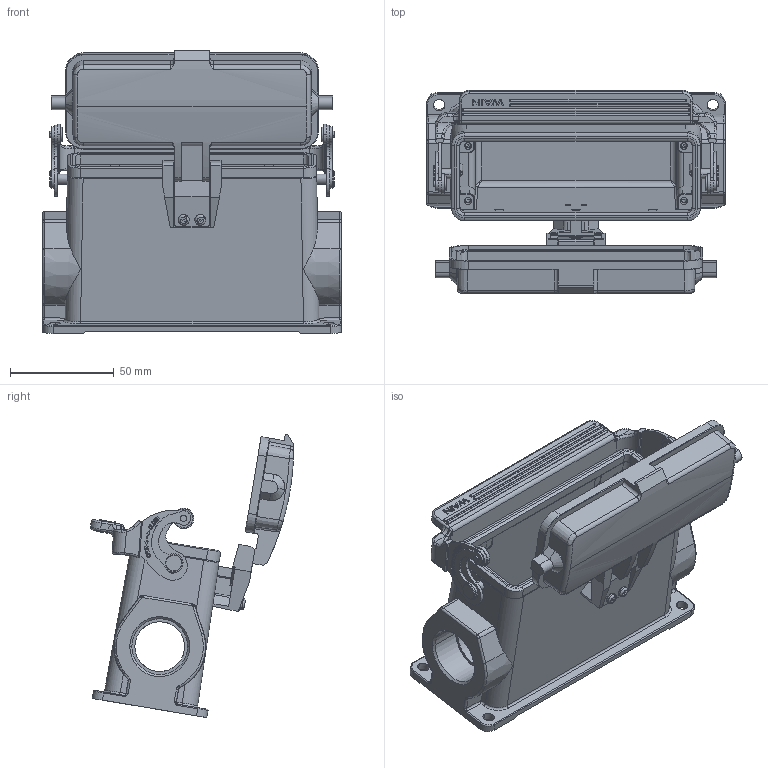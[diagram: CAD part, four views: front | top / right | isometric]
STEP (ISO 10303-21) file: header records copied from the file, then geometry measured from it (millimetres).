
FILE_DESCRIPTION((''),'2;1');
FILE_NAME('PRT0369','2017-08-02T',('dm.li'),(''),'PRO/ENGINEER BY PARAMETRIC TECHNOLOGY CORPORATION, 2012480','PRO/ENGINEER BY PARAMETRIC TECHNOLOGY CORPORATION, 2012480','');
FILE_SCHEMA(('AUTOMOTIVE_DESIGN { 1 0 10303 214 1 1 1 1 }'));
Products named in the file (1): PRT0369
Bounding box: 144 x 98.06 x 136.48 mm (x, y, z)
Volume: 222758.5 mm3; surface area: 112020.6 mm2
Topology: 1 solids, 28 shells, 1570 faces, 4360 edges, 2903 vertices
Faces by surface type: plane 698, cylinder 398, extrusion 250, torus 77, bspline 70, cone 63, sphere 14
Entity records: 60650 total; most frequent: CARTESIAN_POINT 18104, ORIENTED_EDGE 8630, DIRECTION 7097, EDGE_CURVE 4342, VERTEX_POINT 2903, VECTOR 2589, LINE 2339, AXIS2_PLACEMENT_3D 2254
